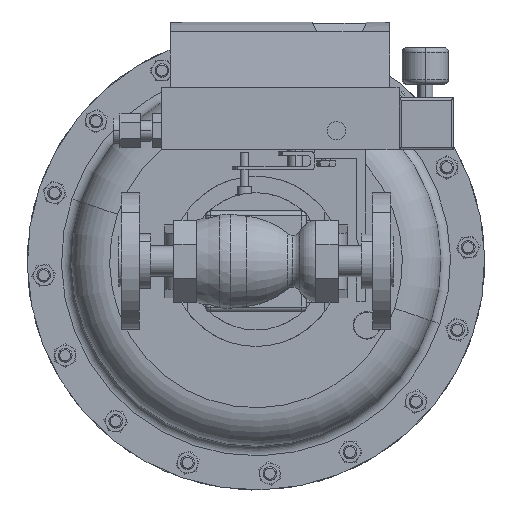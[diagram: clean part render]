
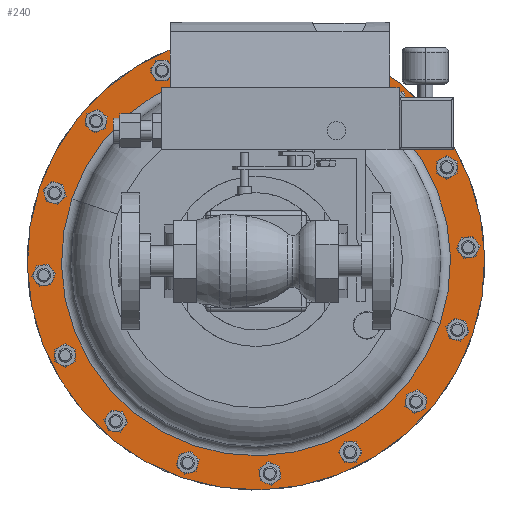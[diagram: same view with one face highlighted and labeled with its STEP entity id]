
A CAD part, front view. The second image highlights one B-rep face of the part: STEP entity #240.
In plain terms, the highlighted planar face has unit normal (0, -1, 0).
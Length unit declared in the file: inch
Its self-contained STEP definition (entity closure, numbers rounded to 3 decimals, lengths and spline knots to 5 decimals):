
#35 = EDGE_LOOP ( 'NONE', ( #11782, #25596 ) ) ;
#70 = CIRCLE ( 'NONE', #13843, 6.25 ) ;
#240 = ADVANCED_FACE ( 'NONE', ( #13003, #28343 ), #18625, .T. ) ;
#928 = CARTESIAN_POINT ( 'NONE',  ( 5.91831, 9.4, -2.009 ) ) ;
#1146 = VERTEX_POINT ( 'NONE', #14348 ) ;
#2335 = CARTESIAN_POINT ( 'NONE',  ( -2.009, 9.4, -5.91831 ) ) ;
#3048 = AXIS2_PLACEMENT_3D ( 'NONE', #22976, #6618, #25699 ) ;
#3073 = CARTESIAN_POINT ( 'NONE',  ( -5.91831, 9.4, 2.009 ) ) ;
#4044 = AXIS2_PLACEMENT_3D ( 'NONE', #9343, #28425, #12093 ) ;
#5067 = CARTESIAN_POINT ( 'NONE',  ( 0., 9.4, 0. ) ) ;
#5534 = VERTEX_POINT ( 'NONE', #32847 ) ;
#6618 = DIRECTION ( 'NONE',  ( 0., 1., 0. ) ) ;
#7829 = DIRECTION ( 'NONE',  ( 0.947, 0., -0.321 ) ) ;
#7872 = DIRECTION ( 'NONE',  ( -0.947, 0., 0.321 ) ) ;
#8248 = CIRCLE ( 'NONE', #17341, 5.315 ) ;
#8888 = CIRCLE ( 'NONE', #4044, 6.25 ) ;
#9343 = CARTESIAN_POINT ( 'NONE',  ( 0., 9.4, 0. ) ) ;
#10228 = AXIS2_PLACEMENT_3D ( 'NONE', #2335, #24214, #7872 ) ;
#10405 = EDGE_CURVE ( 'NONE', #25246, #34014, #8888, .T. ) ;
#11782 = ORIENTED_EDGE ( 'NONE', *, *, #35052, .T. ) ;
#11957 = CARTESIAN_POINT ( 'NONE',  ( 0., 9.4, 0. ) ) ;
#12093 = DIRECTION ( 'NONE',  ( 0.947, 0., -0.321 ) ) ;
#13003 = FACE_BOUND ( 'NONE', #35, .T. ) ;
#13843 = AXIS2_PLACEMENT_3D ( 'NONE', #5067, #24168, #7829 ) ;
#14348 = CARTESIAN_POINT ( 'NONE',  ( -5.03293, 9.4, 1.70845 ) ) ;
#14701 = DIRECTION ( 'NONE',  ( 0.947, 0., -0.321 ) ) ;
#15026 = EDGE_LOOP ( 'NONE', ( #29398, #25914 ) ) ;
#17174 = EDGE_CURVE ( 'NONE', #1146, #5534, #8248, .T. ) ;
#17341 = AXIS2_PLACEMENT_3D ( 'NONE', #11957, #31046, #14701 ) ;
#18625 = PLANE ( 'NONE',  #10228 ) ;
#22976 = CARTESIAN_POINT ( 'NONE',  ( 0., 9.4, 0. ) ) ;
#24168 = DIRECTION ( 'NONE',  ( 0., 1., 0. ) ) ;
#24214 = DIRECTION ( 'NONE',  ( 0., -1., 0. ) ) ;
#25246 = VERTEX_POINT ( 'NONE', #928 ) ;
#25596 = ORIENTED_EDGE ( 'NONE', *, *, #17174, .T. ) ;
#25699 = DIRECTION ( 'NONE',  ( 0.947, 0., -0.321 ) ) ;
#25914 = ORIENTED_EDGE ( 'NONE', *, *, #33740, .F. ) ;
#28343 = FACE_OUTER_BOUND ( 'NONE', #15026, .T. ) ;
#28425 = DIRECTION ( 'NONE',  ( 0., 1., 0. ) ) ;
#29398 = ORIENTED_EDGE ( 'NONE', *, *, #10405, .F. ) ;
#31046 = DIRECTION ( 'NONE',  ( 0., 1., 0. ) ) ;
#32115 = CIRCLE ( 'NONE', #3048, 5.315 ) ;
#32847 = CARTESIAN_POINT ( 'NONE',  ( 5.03293, 9.4, -1.70845 ) ) ;
#33740 = EDGE_CURVE ( 'NONE', #34014, #25246, #70, .T. ) ;
#34014 = VERTEX_POINT ( 'NONE', #3073 ) ;
#35052 = EDGE_CURVE ( 'NONE', #5534, #1146, #32115, .T. ) ;
